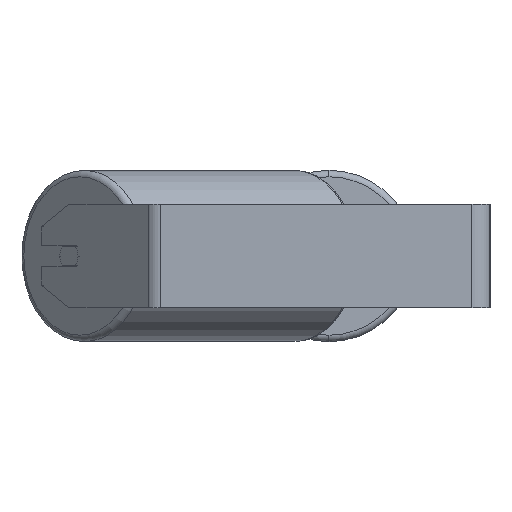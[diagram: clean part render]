
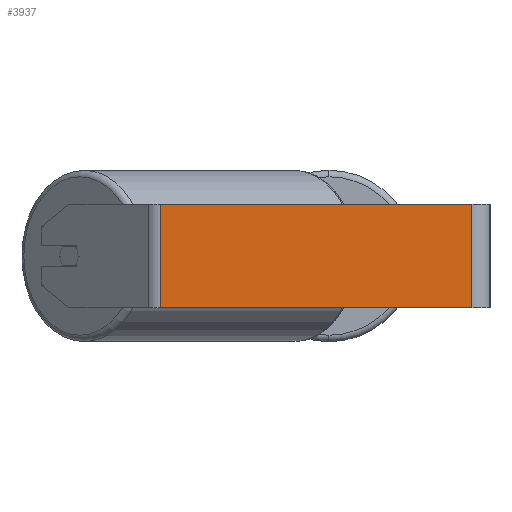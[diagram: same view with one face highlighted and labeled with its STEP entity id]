
A CAD part, left-side view. The second image highlights one B-rep face of the part: STEP entity #3937.
In plain terms, the highlighted planar face has unit normal (-1, 0, 0).
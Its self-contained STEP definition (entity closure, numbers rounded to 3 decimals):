
#26 = EDGE_CURVE ( 'NONE', #8169, #543, #4396, .T. ) ;
#50 = ORIENTED_EDGE ( 'NONE', *, *, #5502, .F. ) ;
#543 = VERTEX_POINT ( 'NONE', #4869 ) ;
#684 = CARTESIAN_POINT ( 'NONE',  ( -415., 261.252, 40. ) ) ;
#722 = EDGE_LOOP ( 'NONE', ( #5460, #7873, #50, #4344 ) ) ;
#971 = LINE ( 'NONE', #5716, #5038 ) ;
#2468 = VECTOR ( 'NONE', #5266, 1000. ) ;
#2529 = LINE ( 'NONE', #8054, #2468 ) ;
#2770 = PLANE ( 'NONE',  #8374 ) ;
#2838 = VECTOR ( 'NONE', #3663, 1000. ) ;
#2968 = CARTESIAN_POINT ( 'NONE',  ( -415., 255.453, -40. ) ) ;
#3287 = CARTESIAN_POINT ( 'NONE',  ( -415., 255.453, 40. ) ) ;
#3663 = DIRECTION ( 'NONE',  ( 0., -1., 0. ) ) ;
#3937 = ADVANCED_FACE ( 'NONE', ( #8037 ), #2770, .F. ) ;
#3996 = LINE ( 'NONE', #7436, #5024 ) ;
#4121 = DIRECTION ( 'NONE',  ( 0., -1., 0. ) ) ;
#4228 = DIRECTION ( 'NONE',  ( 0., 0., -1. ) ) ;
#4344 = ORIENTED_EDGE ( 'NONE', *, *, #4682, .T. ) ;
#4396 = LINE ( 'NONE', #7106, #2838 ) ;
#4682 = EDGE_CURVE ( 'NONE', #5535, #8169, #2529, .T. ) ;
#4869 = CARTESIAN_POINT ( 'NONE',  ( -415., 14., -40. ) ) ;
#5024 = VECTOR ( 'NONE', #4121, 1000. ) ;
#5038 = VECTOR ( 'NONE', #4228, 1000. ) ;
#5266 = DIRECTION ( 'NONE',  ( 0., 0., -1. ) ) ;
#5460 = ORIENTED_EDGE ( 'NONE', *, *, #26, .T. ) ;
#5502 = EDGE_CURVE ( 'NONE', #5535, #7956, #3996, .T. ) ;
#5535 = VERTEX_POINT ( 'NONE', #3287 ) ;
#5716 = CARTESIAN_POINT ( 'NONE',  ( -415., 14., 40. ) ) ;
#6136 = DIRECTION ( 'NONE',  ( 0., 0., -1. ) ) ;
#6417 = EDGE_CURVE ( 'NONE', #7956, #543, #971, .T. ) ;
#7106 = CARTESIAN_POINT ( 'NONE',  ( -415., 261.252, -40. ) ) ;
#7413 = DIRECTION ( 'NONE',  ( 1., 0., 0. ) ) ;
#7436 = CARTESIAN_POINT ( 'NONE',  ( -415., 261.252, 40. ) ) ;
#7526 = CARTESIAN_POINT ( 'NONE',  ( -415., 14., 40. ) ) ;
#7873 = ORIENTED_EDGE ( 'NONE', *, *, #6417, .F. ) ;
#7956 = VERTEX_POINT ( 'NONE', #7526 ) ;
#8037 = FACE_OUTER_BOUND ( 'NONE', #722, .T. ) ;
#8054 = CARTESIAN_POINT ( 'NONE',  ( -415., 255.453, 40. ) ) ;
#8169 = VERTEX_POINT ( 'NONE', #2968 ) ;
#8374 = AXIS2_PLACEMENT_3D ( 'NONE', #684, #7413, #6136 ) ;
